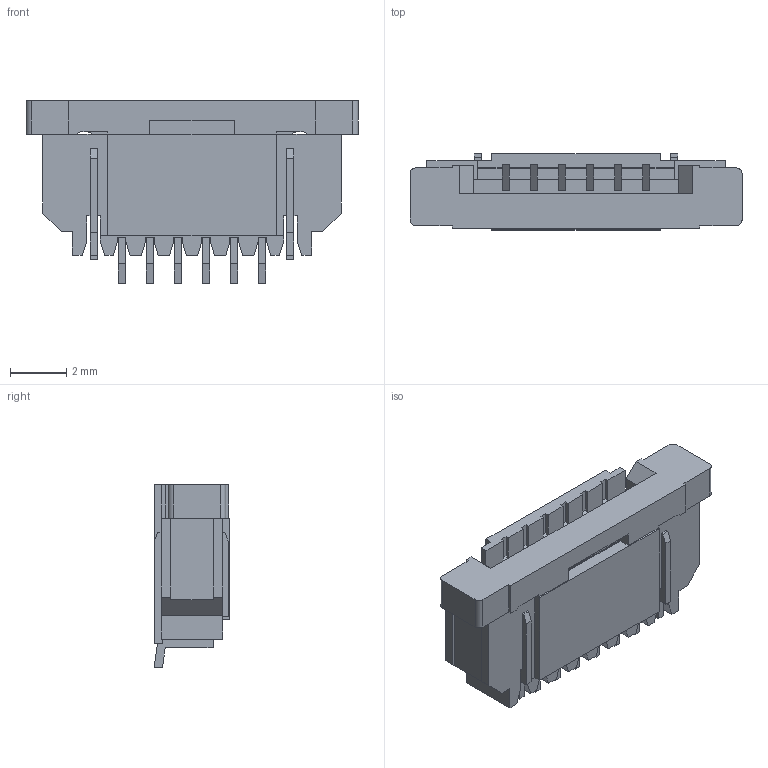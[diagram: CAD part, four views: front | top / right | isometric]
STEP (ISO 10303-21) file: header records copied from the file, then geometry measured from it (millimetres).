
FILE_DESCRIPTION(('STEP AP214'),'1');
FILE_NAME('sfw6r1ste1lf.stp','2014-03-24T19:38:54',('TraceParts'),('TraceParts S.A.'),'XStep 1.0',' ',' ');
FILE_SCHEMA(('automotive_design'));
Length unit declared in the file: millimetre
Products named in the file (1): SFW_R-1ST_LF
Bounding box: 11.8 x 2.7 x 6.5 mm (x, y, z)
Volume: 117.5 mm3; surface area: 384.3 mm2
Topology: 1 solids, 1 shells, 420 faces, 1248 edges, 800 vertices
Faces by surface type: plane 412, cylinder 8
Entity records: 13761 total; most frequent: ORIENTED_EDGE 2496, CARTESIAN_POINT 2469, DIRECTION 2108, EDGE_CURVE 1248, LINE 1230, VECTOR 1230, VERTEX_POINT 800, AXIS2_PLACEMENT_3D 439
